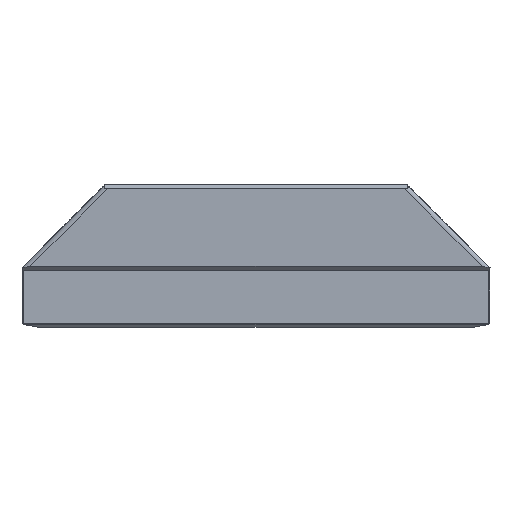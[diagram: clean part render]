
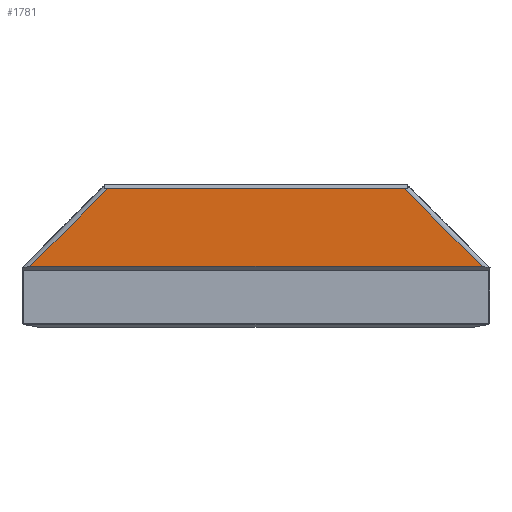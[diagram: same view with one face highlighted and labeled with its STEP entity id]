
A CAD part, front view. The second image highlights one B-rep face of the part: STEP entity #1781.
In plain terms, the highlighted planar face has unit normal (0, -1, 0).
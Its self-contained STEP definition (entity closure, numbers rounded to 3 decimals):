
#96=PLANE('',#1989);
#190=FACE_OUTER_BOUND('',#304,.T.);
#304=EDGE_LOOP('',(#1559,#1560,#1561,#1562));
#529=LINE('',#2839,#674);
#535=LINE('',#2912,#680);
#537=LINE('',#2916,#682);
#581=LINE('',#3138,#726);
#674=VECTOR('',#2230,10.);
#680=VECTOR('',#2304,10.);
#682=VECTOR('',#2310,10.);
#726=VECTOR('',#2488,10.);
#817=VERTEX_POINT('',#2836);
#818=VERTEX_POINT('',#2838);
#850=VERTEX_POINT('',#2909);
#851=VERTEX_POINT('',#2911);
#1002=EDGE_CURVE('',#817,#818,#529,.T.);
#1040=EDGE_CURVE('',#850,#851,#535,.T.);
#1043=EDGE_CURVE('',#851,#817,#537,.T.);
#1123=EDGE_CURVE('',#818,#850,#581,.T.);
#1559=ORIENTED_EDGE('',*,*,#1002,.F.);
#1560=ORIENTED_EDGE('',*,*,#1043,.F.);
#1561=ORIENTED_EDGE('',*,*,#1040,.F.);
#1562=ORIENTED_EDGE('',*,*,#1123,.F.);
#1781=ADVANCED_FACE('',(#190),#96,.T.);
#1989=AXIS2_PLACEMENT_3D('',#3137,#2486,#2487);
#2230=DIRECTION('',(0.707,0.,0.707));
#2304=DIRECTION('',(0.707,0.,-0.707));
#2310=DIRECTION('',(-1.,0.,0.));
#2486=DIRECTION('center_axis',(0.,-1.,0.));
#2487=DIRECTION('ref_axis',(1.,0.,0.));
#2488=DIRECTION('',(1.,0.,0.));
#2836=CARTESIAN_POINT('',(-23.893,0.,0.4));
#2838=CARTESIAN_POINT('',(-15.693,0.,8.6));
#2839=CARTESIAN_POINT('',(-22.396,0.,1.896));
#2909=CARTESIAN_POINT('',(15.693,0.,8.6));
#2911=CARTESIAN_POINT('',(23.893,0.,0.4));
#2912=CARTESIAN_POINT('',(9.896,0.,14.396));
#2916=CARTESIAN_POINT('',(-12.5,0.,0.4));
#3137=CARTESIAN_POINT('Origin',(-25.,0.,
0.));
#3138=CARTESIAN_POINT('',(-12.5,0.,8.6));
